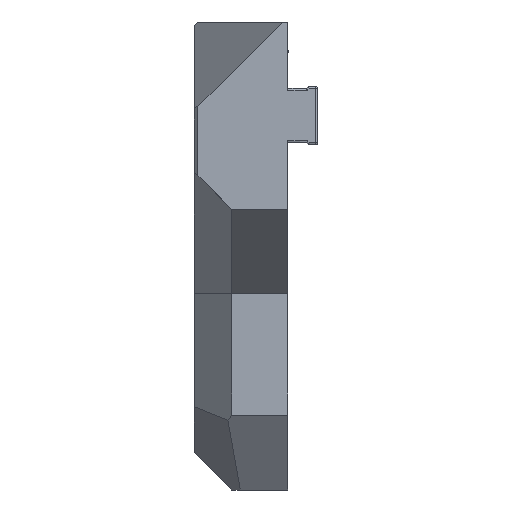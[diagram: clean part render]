
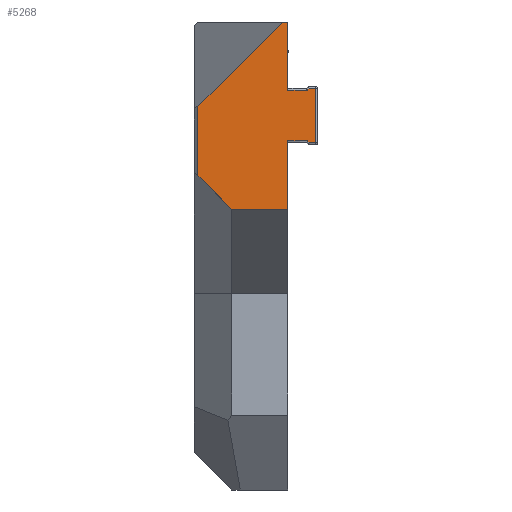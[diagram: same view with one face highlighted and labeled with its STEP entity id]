
A CAD part, left-side view. The second image highlights one B-rep face of the part: STEP entity #5268.
In plain terms, the highlighted planar face has unit normal (-1, 0, 0).
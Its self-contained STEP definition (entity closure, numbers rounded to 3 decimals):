
#228=PLANE('',#5705);
#404=FACE_OUTER_BOUND('',#740,.T.);
#740=EDGE_LOOP('',(#3768,#3769,#3770,#3771,#3772,#3773,#3774,#3775,#3776,
#3777,#3778,#3779,#3780,#3781));
#1119=LINE('',#8206,#1552);
#1123=LINE('',#8223,#1556);
#1126=LINE('',#8241,#1559);
#1138=LINE('',#8310,#1571);
#1142=LINE('',#8317,#1575);
#1144=LINE('',#8323,#1577);
#1148=LINE('',#8336,#1581);
#1152=LINE('',#8345,#1585);
#1153=LINE('',#8347,#1586);
#1154=LINE('',#8349,#1587);
#1155=LINE('',#8351,#1588);
#1156=LINE('',#8353,#1589);
#1157=LINE('',#8355,#1590);
#1158=LINE('',#8356,#1591);
#1552=VECTOR('',#6446,10.);
#1556=VECTOR('',#6464,10.);
#1559=VECTOR('',#6487,10.);
#1571=VECTOR('',#6573,10.);
#1575=VECTOR('',#6581,10.);
#1577=VECTOR('',#6587,10.);
#1581=VECTOR('',#6601,10.);
#1585=VECTOR('',#6613,10.);
#1586=VECTOR('',#6614,10.);
#1587=VECTOR('',#6615,10.);
#1588=VECTOR('',#6616,10.);
#1589=VECTOR('',#6617,10.);
#1590=VECTOR('',#6618,10.);
#1591=VECTOR('',#6619,10.);
#2245=VERTEX_POINT('',#8204);
#2246=VERTEX_POINT('',#8205);
#2252=VERTEX_POINT('',#8221);
#2255=VERTEX_POINT('',#8233);
#2275=VERTEX_POINT('',#8303);
#2278=VERTEX_POINT('',#8316);
#2280=VERTEX_POINT('',#8322);
#2284=VERTEX_POINT('',#8334);
#2285=VERTEX_POINT('',#8344);
#2286=VERTEX_POINT('',#8346);
#2287=VERTEX_POINT('',#8348);
#2288=VERTEX_POINT('',#8350);
#2289=VERTEX_POINT('',#8352);
#2290=VERTEX_POINT('',#8354);
#2767=EDGE_CURVE('',#2245,#2246,#1119,.T.);
#2776=EDGE_CURVE('',#2252,#2245,#1123,.T.);
#2785=EDGE_CURVE('',#2255,#2252,#1126,.T.);
#2820=EDGE_CURVE('',#2275,#2255,#1138,.T.);
#2824=EDGE_CURVE('',#2278,#2275,#1142,.T.);
#2827=EDGE_CURVE('',#2280,#2278,#1144,.T.);
#2834=EDGE_CURVE('',#2284,#2280,#1148,.T.);
#2838=EDGE_CURVE('',#2246,#2285,#1152,.T.);
#2839=EDGE_CURVE('',#2286,#2284,#1153,.T.);
#2840=EDGE_CURVE('',#2286,#2287,#1154,.T.);
#2841=EDGE_CURVE('',#2287,#2288,#1155,.T.);
#2842=EDGE_CURVE('',#2289,#2288,#1156,.T.);
#2843=EDGE_CURVE('',#2290,#2289,#1157,.T.);
#2844=EDGE_CURVE('',#2285,#2290,#1158,.T.);
#3768=ORIENTED_EDGE('',*,*,#2838,.F.);
#3769=ORIENTED_EDGE('',*,*,#2767,.F.);
#3770=ORIENTED_EDGE('',*,*,#2776,.F.);
#3771=ORIENTED_EDGE('',*,*,#2785,.F.);
#3772=ORIENTED_EDGE('',*,*,#2820,.F.);
#3773=ORIENTED_EDGE('',*,*,#2824,.F.);
#3774=ORIENTED_EDGE('',*,*,#2827,.F.);
#3775=ORIENTED_EDGE('',*,*,#2834,.F.);
#3776=ORIENTED_EDGE('',*,*,#2839,.F.);
#3777=ORIENTED_EDGE('',*,*,#2840,.T.);
#3778=ORIENTED_EDGE('',*,*,#2841,.T.);
#3779=ORIENTED_EDGE('',*,*,#2842,.F.);
#3780=ORIENTED_EDGE('',*,*,#2843,.F.);
#3781=ORIENTED_EDGE('',*,*,#2844,.F.);
#5268=ADVANCED_FACE('',(#404),#228,.T.);
#5705=AXIS2_PLACEMENT_3D('',#8343,#6611,#6612);
#6446=DIRECTION('',(0.,1.,0.));
#6464=DIRECTION('',(0.,0.707,0.707));
#6487=DIRECTION('',(0.,1.,0.));
#6573=DIRECTION('',(0.,0.,-1.));
#6581=DIRECTION('',(0.,-1.,0.));
#6587=DIRECTION('',(0.,-0.707,0.707));
#6601=DIRECTION('',(0.,-1.,0.));
#6611=DIRECTION('center_axis',(-1.,0.,0.));
#6612=DIRECTION('ref_axis',(0.,0.,1.));
#6613=DIRECTION('',(0.,0.,-1.));
#6614=DIRECTION('',(0.,0.,-1.));
#6615=DIRECTION('',(0.,1.,0.));
#6616=DIRECTION('',(0.,0.707,-0.707));
#6617=DIRECTION('',(0.,0.,1.));
#6618=DIRECTION('',(0.,0.707,0.707));
#6619=DIRECTION('',(0.,1.,0.));
#8204=CARTESIAN_POINT('',(-65.,-2.083,-12.7));
#8205=CARTESIAN_POINT('',(-65.,0.,-12.7));
#8206=CARTESIAN_POINT('',(-65.,-1.,-12.7));
#8221=CARTESIAN_POINT('',(-65.,-2.283,-12.9));
#8223=CARTESIAN_POINT('',(-65.,-3.516,-14.134));
#8233=CARTESIAN_POINT('',(-65.,-3.,-12.9));
#8241=CARTESIAN_POINT('',(-65.,-1.6,-12.9));
#8303=CARTESIAN_POINT('',(-65.,-3.,-7.1));
#8310=CARTESIAN_POINT('',(-65.,-3.,-13.45));
#8316=CARTESIAN_POINT('',(-65.,-2.283,-7.1));
#8317=CARTESIAN_POINT('',(-65.,-1.1,-7.1));
#8322=CARTESIAN_POINT('',(-65.,-2.083,-7.3));
#8323=CARTESIAN_POINT('',(-65.,1.584,-10.966));
#8334=CARTESIAN_POINT('',(-65.,0.,-7.3));
#8336=CARTESIAN_POINT('',(-65.,0.,-7.3));
#8343=CARTESIAN_POINT('Origin',(-65.,0.,-20.));
#8344=CARTESIAN_POINT('',(-65.,0.,-20.));
#8345=CARTESIAN_POINT('',(-65.,0.,0.));
#8346=CARTESIAN_POINT('',(-65.,0.,0.));
#8347=CARTESIAN_POINT('',(-65.,0.,0.));
#8348=CARTESIAN_POINT('',(-65.,0.6,0.));
#8349=CARTESIAN_POINT('',(-65.,0.,0.));
#8350=CARTESIAN_POINT('',(-65.,9.6,-9.));
#8351=CARTESIAN_POINT('',(-65.,12.8,-12.2));
#8352=CARTESIAN_POINT('',(-65.,9.6,-16.4));
#8353=CARTESIAN_POINT('',(-65.,9.6,-22.5));
#8354=CARTESIAN_POINT('',(-65.,6.,-20.));
#8355=CARTESIAN_POINT('',(-65.,5.5,-20.5));
#8356=CARTESIAN_POINT('',(-65.,0.,-20.));
